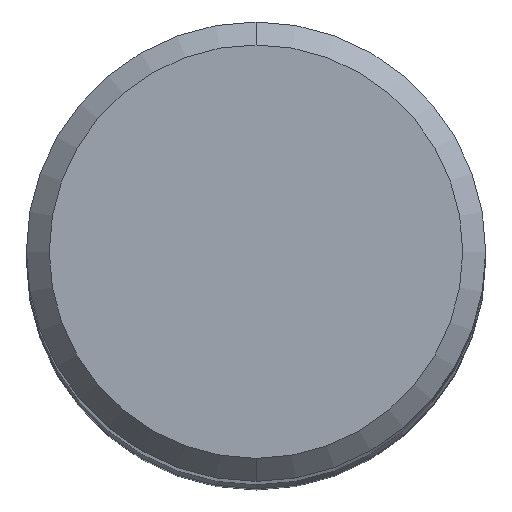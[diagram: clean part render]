
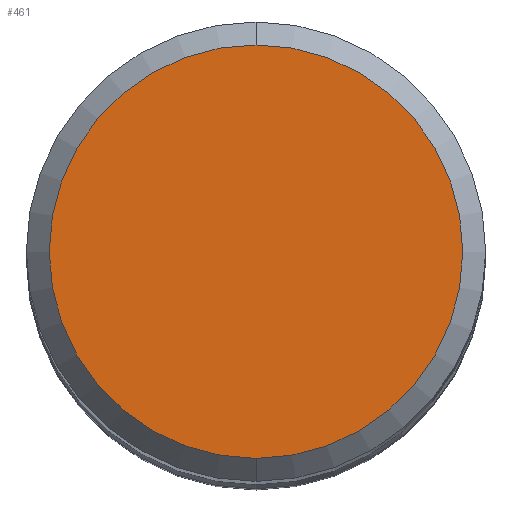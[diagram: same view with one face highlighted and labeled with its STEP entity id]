
A CAD part, top view. The second image highlights one B-rep face of the part: STEP entity #461.
In plain terms, the highlighted planar face has unit normal (0, 0, 1).
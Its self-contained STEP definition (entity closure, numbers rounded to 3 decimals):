
#263=VERTEX_POINT('',#592);
#273=EDGE_CURVE('',#263,#297,#602,.T.);
#275=EDGE_CURVE('',#297,#263,#604,.T.);
#297=VERTEX_POINT('',#630);
#461=ADVANCED_FACE('',(#813),#814,.T.);
#592=CARTESIAN_POINT('',(0.0,5.4,0.0));
#602=CIRCLE('',#1031,5.4);
#604=CIRCLE('',#1034,5.4);
#630=CARTESIAN_POINT('',(0.,-5.4,0.0));
#813=FACE_OUTER_BOUND('',#1504,.T.);
#814=PLANE('',#1505);
#1031=AXIS2_PLACEMENT_3D('',#1673,#1674,#1675);
#1034=AXIS2_PLACEMENT_3D('',#1676,#1677,#1678);
#1504=EDGE_LOOP('',(#1942,#1943));
#1505=AXIS2_PLACEMENT_3D('',#1944,#1945,#1946);
#1673=CARTESIAN_POINT('',(0.0,0.0,0.0));
#1674=DIRECTION('',(0.0,0.0,-1.0));
#1675=DIRECTION('',(0.0,1.0,0.0));
#1676=CARTESIAN_POINT('',(0.0,0.0,0.0));
#1677=DIRECTION('',(0.0,0.0,-1.0));
#1678=DIRECTION('',(0.0,1.0,0.0));
#1942=ORIENTED_EDGE('',*,*,#273,.F.);
#1943=ORIENTED_EDGE('',*,*,#275,.F.);
#1944=CARTESIAN_POINT('',(0.0,2.7,0.0));
#1945=DIRECTION('',(-0.0,0.0,1.0));
#1946=DIRECTION('',(0.0,-1.0,0.0));
